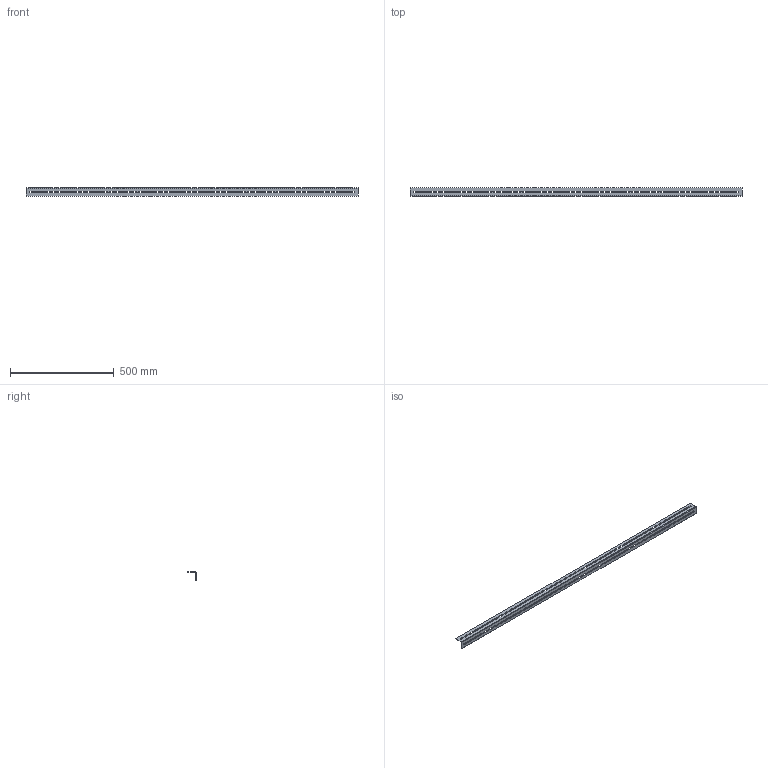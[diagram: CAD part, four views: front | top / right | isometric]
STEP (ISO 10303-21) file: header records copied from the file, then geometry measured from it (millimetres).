
FILE_DESCRIPTION (( 'STEP AP203' ), '1' );
FILE_NAME ('Âåðòèêàëüíûé ïðîôèëü äëÿ ÂÐÓ Unit S è R è ÙÎ-70 (1800õØõÃ) EKF PROxima.STEP', '2021-07-13T08:51:41', ( '' ), ( '' ), 'SwSTEP 2.0', 'SolidWorks 2021', '' );
FILE_SCHEMA (( 'CONFIG_CONTROL_DESIGN' ));
Length unit declared in the file: millimetre
Products named in the file (1): Âåðòèêàëüíûé ïðîôèëü äëÿ ÂÐÓ Unit S è R è ÙÎ-70 (1800õØõÃ) EKF PROxima
Bounding box: 1600 x 40 x 40 mm (x, y, z)
Volume: 159666.9 mm3; surface area: 227101.3 mm2
Topology: 1 solids, 1 shells, 419 faces, 1243 edges, 826 vertices
Faces by surface type: cylinder 227, plane 192
Entity records: 14604 total; most frequent: DIRECTION 2537, CARTESIAN_POINT 2489, ORIENTED_EDGE 2486, EDGE_CURVE 1243, AXIS2_PLACEMENT_3D 874, VERTEX_POINT 826, LINE 789, VECTOR 789
